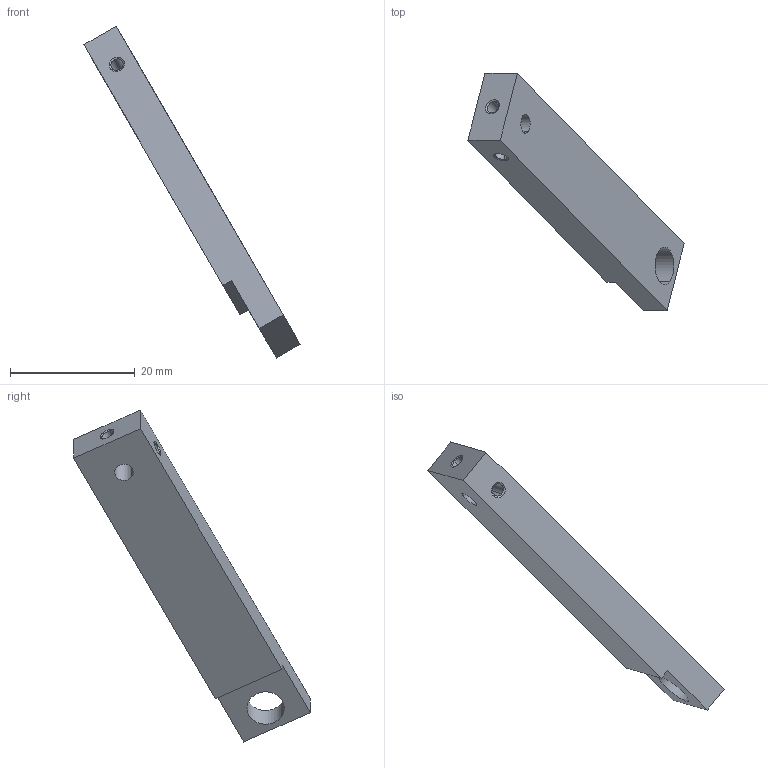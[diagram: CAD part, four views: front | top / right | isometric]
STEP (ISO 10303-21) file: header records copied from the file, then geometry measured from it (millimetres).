
FILE_DESCRIPTION(('Creo Elements/Direct Modeling STEP Export'),'2;1');
FILE_NAME('D003_Oberarm.stp','2014-01-14T21:06:15',(''),(''),'Creo Elements/Direct Modeling STEP processor for AP214 (Solid Model)','Creo Elements/Direct Modeling 17.0D 15-Jul-2011 (C) Parametric Technology GmbH','');
FILE_SCHEMA(('AUTOMOTIVE_DESIGN { 1 0 10303 214 1 1 1 1 }'));
Length unit declared in the file: millimetre
Products named in the file (2): D003_Oberarm
Assembly tree (1 placements, depth 2):
  D003_Oberarm
    D003_Oberarm
Bounding box: 34.65 x 37.93 x 53.22 mm (x, y, z)
Volume: 3932.1 mm3; surface area: 2385.4 mm2
Topology: 1 solids, 1 shells, 20 faces, 53 edges, 34 vertices
Faces by surface type: plane 8, cylinder 8, cone 4
Entity records: 775 total; most frequent: CARTESIAN_POINT 199, ORIENTED_EDGE 106, DIRECTION 96, EDGE_CURVE 53, VERTEX_POINT 34, AXIS2_PLACEMENT_3D 33, VECTOR 30, LINE 30
